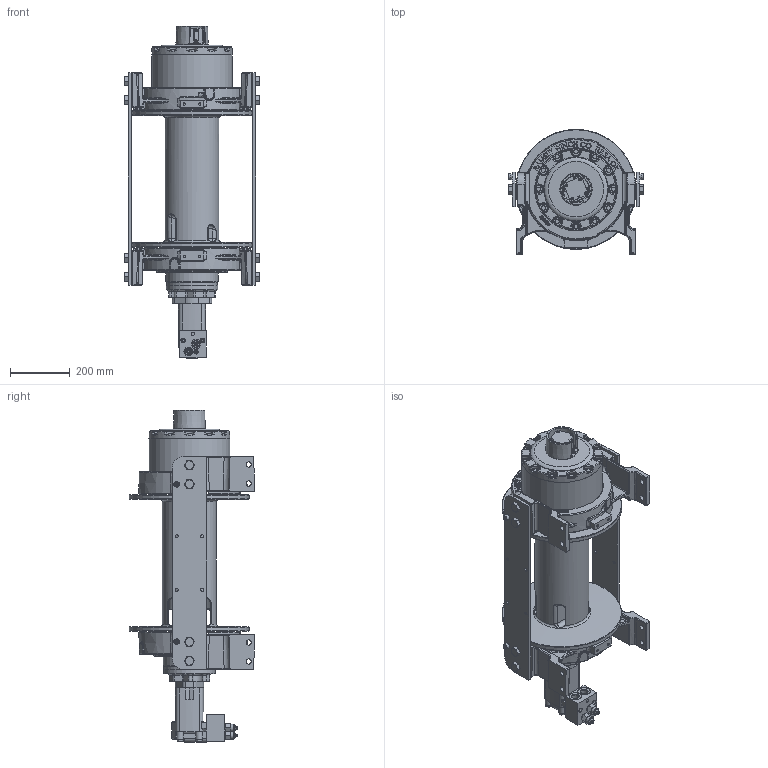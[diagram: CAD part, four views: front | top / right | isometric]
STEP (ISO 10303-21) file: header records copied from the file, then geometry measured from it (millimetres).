
FILE_DESCRIPTION(/* description */ ('STEP AP203'),/* implementation_level */ '2;1');
FILE_NAME(/* name */ '640-763_Ramsey_RPH-133-3.stp',/* time_stamp */ '2018-01-23T13:27:35+01:00',/* author */ ('lang1ph'),/* organization */ (' '),/* preprocessor_version */ 'ST-DEVELOPER v17',/* originating_system */ 'Autodesk Inventor 2018',/* authorisation */ '');
FILE_SCHEMA (('AUTOMOTIVE_DESIGN { 1 0 10303 214 3 1 1 }'));
Products named in the file (1): 640-763_Ramsey_RPH-133-3
Bounding box: 450.84 x 417.37 x 1107.32 mm (x, y, z)
Surface area: 2233424.6 mm2 (no closed solid volume)
Topology: 0 solids, 58 shells, 1666 faces, 5536 edges, 3716 vertices
Faces by surface type: plane 679, bspline 355, cylinder 345, cone 118, torus 113, sphere 56
Full cylindrical faces by diameter (mm): 7.937 x2, 7.938 x2, 8.128 x4, 8.433 x2, 9.525 x2, 9.931 x1, 10.312 x8, 11.072 x2, 12.7 x8, 13.487 x1, 13.589 x2, 13.843 x2, 14.3 x2, 14.986 x3, 16.667 x2, 17.462 x8, 17.86 x2, 19.05 x4, 22.606 x2, 24.892 x2, 25.4 x4, 88.9 x1, 170.18 x1, 172.72 x3, 174.752 x1, 175.895 x1, 179.832 x1, 269.748 x1, 276.352 x1, 400.05 x2
Entity records: 107665 total; most frequent: CARTESIAN_POINT 61070, ORIENTED_EDGE 9136, DIRECTION 8498, EDGE_CURVE 5487, VERTEX_POINT 3716, AXIS2_PLACEMENT_3D 3026, LINE 2446, VECTOR 2446
